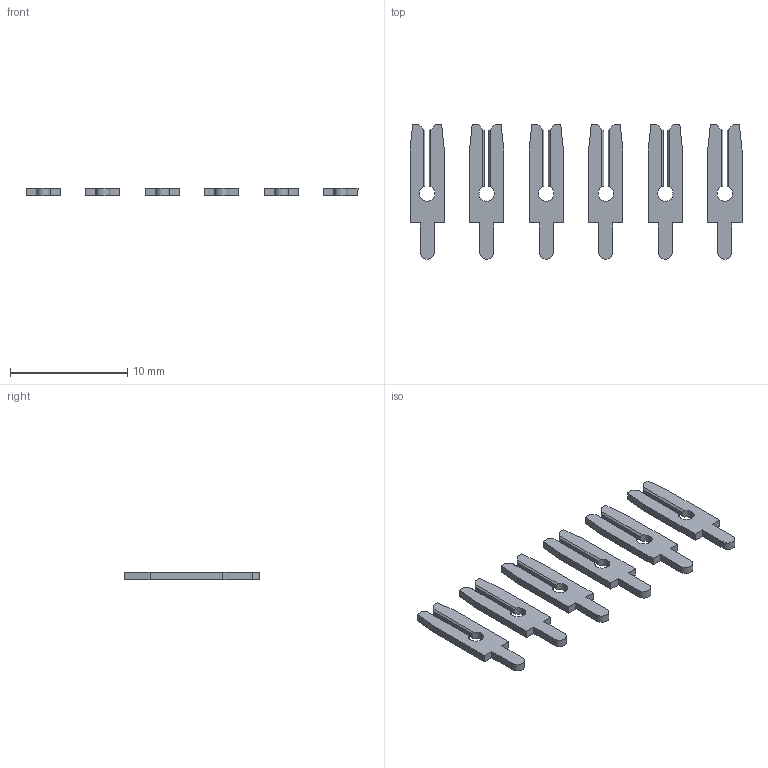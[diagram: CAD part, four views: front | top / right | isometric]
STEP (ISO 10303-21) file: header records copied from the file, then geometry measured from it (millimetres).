
FILE_DESCRIPTION (( 'STEP AP203' ), '1' );
FILE_NAME ('103-006-250-200.STEP', '2020-04-09T19:37:43', ( '' ), ( '' ), 'SwSTEP 2.0', 'SolidWorks 2016', '' );
FILE_SCHEMA (( 'CONFIG_CONTROL_DESIGN' ));
Length unit declared in the file: inch
Products named in the file (2): 100-290-001_100-290-250; 103-006-250-200
Assembly tree (6 placements, depth 2):
  103-006-250-200
    100-290-001_100-290-250  x6
Bounding box: 28.32 x 11.48 x 0.66 mm (x, y, z)
Volume: 93.6 mm3; surface area: 440.1 mm2
Topology: 6 solids, 6 shells, 144 faces, 396 edges, 264 vertices
Faces by surface type: plane 120, cylinder 24
Entity records: 1118 total; most frequent: CARTESIAN_POINT 155, DIRECTION 136, ORIENTED_EDGE 132, EDGE_CURVE 66, LINE 54, VECTOR 54, VERTEX_POINT 44, AXIS2_PLACEMENT_3D 41
